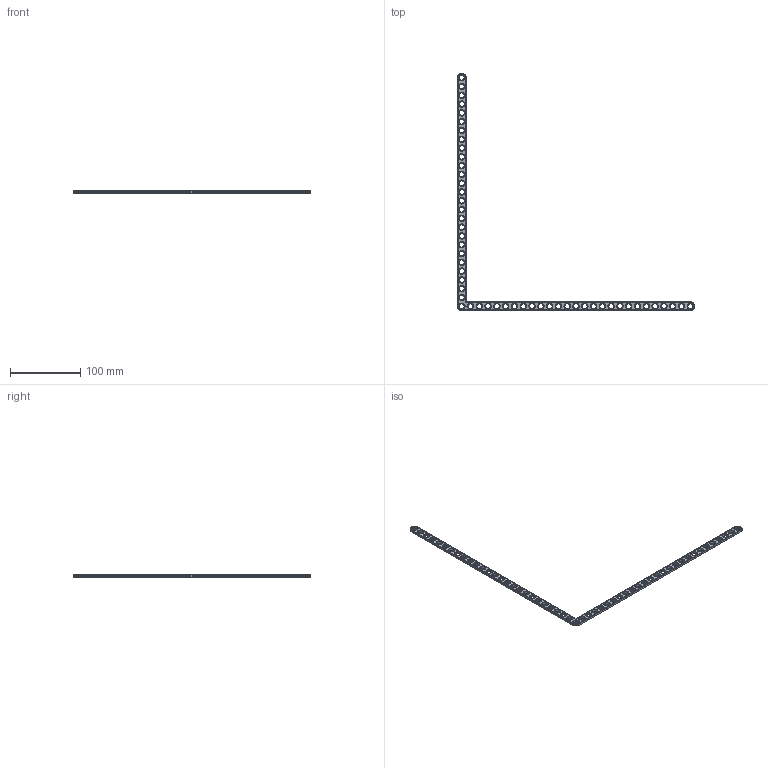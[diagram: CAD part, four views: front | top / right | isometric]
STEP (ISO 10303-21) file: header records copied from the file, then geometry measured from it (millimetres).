
FILE_DESCRIPTION(('FreeCAD Model'),'2;1');
FILE_NAME('Open CASCADE Shape Model','2024-02-09T22:48:31',(''),(''), 'Open CASCADE STEP processor 7.6','FreeCAD','Unknown');
FILE_SCHEMA(('AUTOMOTIVE_DESIGN { 1 0 10303 214 1 1 1 1 }'));
Products named in the file (1): Brace AGD 90 SYM ERR BU27x00.25 - SPN-BRC-0635 (stemfie.org)
Bounding box: 337.5 x 337.5 x 3.12 mm (x, y, z)
Volume: 18495.9 mm3; surface area: 19924.6 mm2
Topology: 1 solids, 1 shells, 841 faces, 2136 edges, 1384 vertices
Faces by surface type: plane 383, extrusion 234, cone 112, cylinder 112
Full cylindrical faces by diameter (mm): 7 x53, 9.2 x53
Entity records: 55000 total; most frequent: CARTESIAN_POINT 13271, DIRECTION 6918, VECTOR 4859, LINE 4625, ORIENTED_EDGE 4272, PCURVE 4272, DEFINITIONAL_REPRESENTATION 4272, EDGE_CURVE 2136
